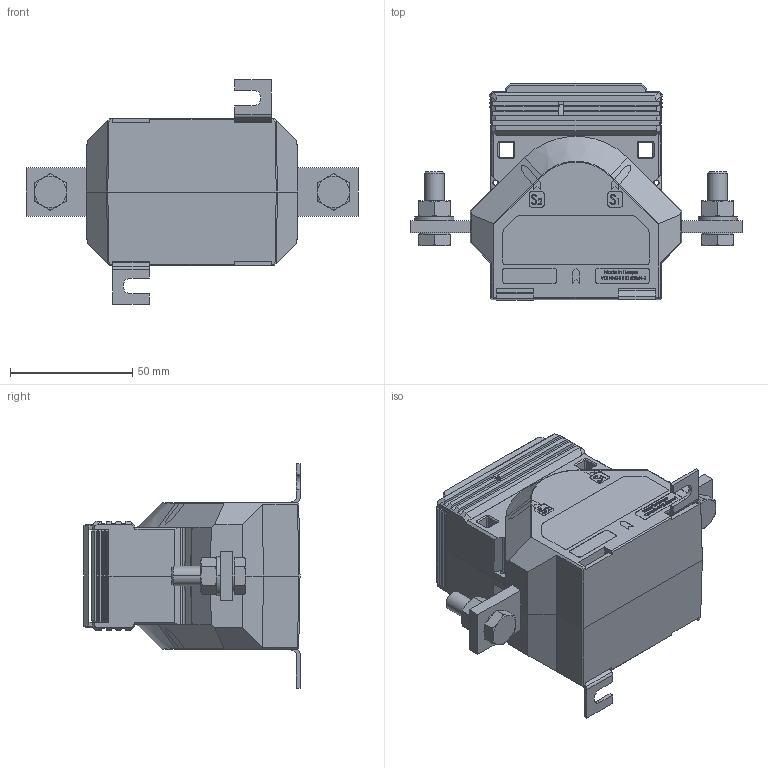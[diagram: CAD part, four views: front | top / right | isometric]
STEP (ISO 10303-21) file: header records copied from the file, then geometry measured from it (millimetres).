
FILE_DESCRIPTION (( 'STEP AP214' ), '1' );
FILE_NAME ('WSK70.6N_kpl.STEP', '2012-01-17T11:57:12', ( ' ' ), ( '' ), 'SwSTEP 2.0', 'SolidWorks 2010', '' );
FILE_SCHEMA (( 'AUTOMOTIVE_DESIGN' ));
Length unit declared in the file: millimetre
Products named in the file (10): Plombierplatte_D; Verschlussklappe_38mm; Fusswinkel_1,5; WSK70.6_Gehäuse; WSK70.6_Gehäuse_Gehäuseoberteil; WSK70.6_Stromschiene; Sechskantschraube DIN 933 M8x25; DIN 125 ST 8,4; WSK70.6N_kpl; DIN934 8 M 8
Assembly tree (14 placements, depth 2):
  WSK70.6N_kpl
    Sechskantschraube DIN 933 M8x25  x2
    DIN934 8 M 8  x2
    Plombierplatte_D
    Fusswinkel_1,5  x2
    DIN 125 ST 8,4  x2
    WSK70.6_Gehäuse_Gehäuseoberteil
    Verschlussklappe_38mm  x2
    WSK70.6_Gehäuse
    WSK70.6_Stromschiene
Bounding box: 136 x 88.5 x 92 mm (x, y, z)
Volume: 324709.5 mm3; surface area: 73310.2 mm2
Topology: 14 solids, 14 shells, 1595 faces, 4181 edges, 2728 vertices
Faces by surface type: plane 1071, bspline 294, cylinder 128, cone 80, torus 14, sphere 8
Entity records: 61459 total; most frequent: CARTESIAN_POINT 26680, ORIENTED_EDGE 7762, DIRECTION 5819, EDGE_CURVE 3881, LINE 2913, VECTOR 2913, VERTEX_POINT 2546, EDGE_LOOP 1603
